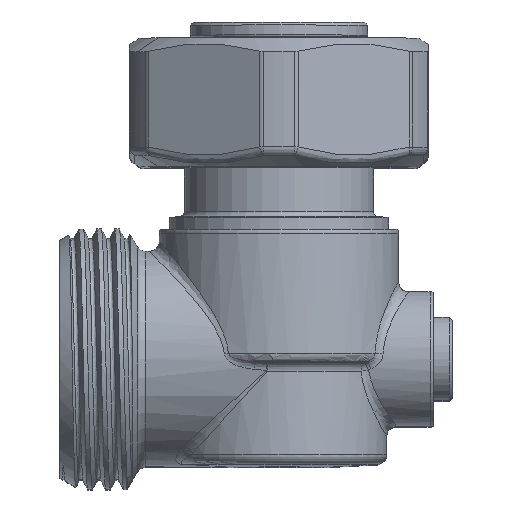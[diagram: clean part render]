
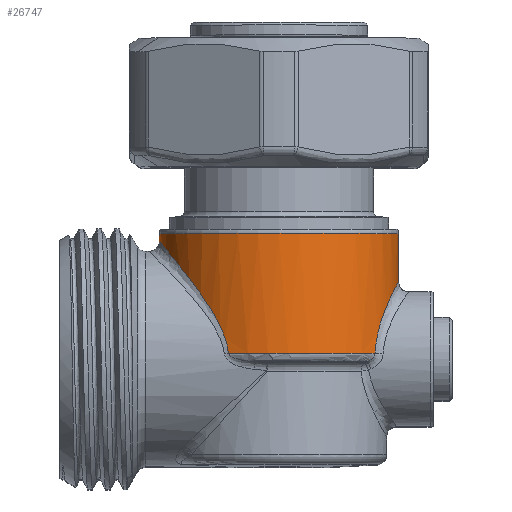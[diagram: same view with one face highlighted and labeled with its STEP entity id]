
A CAD part, top view. The second image highlights one B-rep face of the part: STEP entity #26747.
In plain terms, the highlighted cylindrical face has radius 12 mm (diameter 24 mm), a partial arc.
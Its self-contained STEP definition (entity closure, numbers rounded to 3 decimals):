
#8315=CARTESIAN_POINT('',(12.,7.75,
0.));
#8317=DIRECTION('',(0.,1.,0.));
#8318=VECTOR('',#8317,4.834);
#8319=CARTESIAN_POINT('',(12.,7.75,
0.));
#8320=LINE('',#8319,#8318);
#8326=DIRECTION('',(0.,1.,0.));
#8327=VECTOR('',#8326,0.784);
#8328=CARTESIAN_POINT('',(-12.,11.8,0.));
#8329=LINE('',#8328,#8327);
#8481=CARTESIAN_POINT('',(-5.064,0.577,
10.879));
#8512=CARTESIAN_POINT('',(-12.,11.8,0.));
#8513=CARTESIAN_POINT('',(-12.,11.8,
0.259));
#8514=CARTESIAN_POINT('',(-11.983,11.78,
0.78));
#8515=CARTESIAN_POINT('',(-11.906,11.688,1.569));
#8516=CARTESIAN_POINT('',(-11.774,11.53,2.366));
#8517=CARTESIAN_POINT('',(-11.584,11.302,3.169));
#8518=CARTESIAN_POINT('',(-11.334,11.,3.973));
#8519=CARTESIAN_POINT('',(-11.018,10.618,4.78));
#8520=CARTESIAN_POINT('',(-10.633,10.146,5.587));
#8521=CARTESIAN_POINT('',(-10.173,9.578,6.387));
#8522=CARTESIAN_POINT('',(-9.638,8.906,7.17));
#8523=CARTESIAN_POINT('',(-9.026,8.12,7.928));
#8524=CARTESIAN_POINT('',(-8.347,7.219,8.64));
#8525=CARTESIAN_POINT('',(-7.632,6.225,9.275));
#8526=CARTESIAN_POINT('',(-6.956,5.215,9.788));
#8527=CARTESIAN_POINT('',(-6.384,4.271,10.167));
#8528=CARTESIAN_POINT('',(-5.922,3.401,10.44));
#8529=CARTESIAN_POINT('',(-5.566,2.601,10.633));
#8530=CARTESIAN_POINT('',(-5.31,1.865,10.762));
#8531=CARTESIAN_POINT('',(-5.143,1.19,10.842));
#8532=CARTESIAN_POINT('',(-5.083,0.775,
10.87));
#8533=CARTESIAN_POINT('',(-5.064,0.577,
10.879));
#8535=CARTESIAN_POINT('',(0.,12.584,0.));
#8536=DIRECTION('',(0.,1.,0.));
#8537=DIRECTION('',(-1.,0.,0.));
#8538=AXIS2_PLACEMENT_3D('',#8535,#8536,#8537);
#8540=CARTESIAN_POINT('',(12.,7.75,
0.));
#8541=CARTESIAN_POINT('',(12.,7.75,0.211));
#8542=CARTESIAN_POINT('',(11.989,7.73,0.636));
#8543=CARTESIAN_POINT('',(11.937,7.636,1.283));
#8544=CARTESIAN_POINT('',(11.849,7.474,1.932));
#8545=CARTESIAN_POINT('',(11.725,7.241,2.581));
#8546=CARTESIAN_POINT('',(11.565,6.933,3.223));
#8547=CARTESIAN_POINT('',(11.372,6.547,3.851));
#8548=CARTESIAN_POINT('',(11.147,6.079,4.459));
#8549=CARTESIAN_POINT('',(10.899,5.529,5.033));
#8550=CARTESIAN_POINT('',(10.641,4.906,5.556));
#8551=CARTESIAN_POINT('',(10.388,4.225,6.014));
#8552=CARTESIAN_POINT('',(10.156,3.505,6.395));
#8553=CARTESIAN_POINT('',(9.96,2.769,6.695));
#8554=CARTESIAN_POINT('',(9.807,2.028,6.917));
#8555=CARTESIAN_POINT('',(9.701,1.291,7.064));
#8556=CARTESIAN_POINT('',(9.661,0.814,7.118));
#8557=CARTESIAN_POINT('',(9.649,0.577,7.134));
#8559=CARTESIAN_POINT('',(0.,0.577,0.));
#8560=DIRECTION('',(0.,1.,0.));
#8561=DIRECTION('',(-0.422,0.,0.907));
#8562=AXIS2_PLACEMENT_3D('',#8559,#8560,#8561);
#15888=CARTESIAN_POINT('',(12.,12.584,0.));
#15889=CARTESIAN_POINT('',(-12.,12.584,0.));
#15890=VERTEX_POINT('',#15888);
#15891=VERTEX_POINT('',#15889);
#15905=VERTEX_POINT('',#8315);
#15908=VERTEX_POINT('',#8557);
#16279=VERTEX_POINT('',#8481);
#16281=VERTEX_POINT('',#8512);
#26732=CARTESIAN_POINT('',(0.,15.213,0.));
#26733=DIRECTION('',(0.,-1.,0.));
#26734=DIRECTION('',(-1.,0.,0.));
#26735=AXIS2_PLACEMENT_3D('',#26732,#26733,#26734);
#26736=CYLINDRICAL_SURFACE('',#26735,12.);
#26737=ORIENTED_EDGE('',*,*,#26383,.F.);
#26738=ORIENTED_EDGE('',*,*,#26236,.T.);
#26740=ORIENTED_EDGE('',*,*,#26739,.T.);
#26741=ORIENTED_EDGE('',*,*,#26232,.F.);
#26743=ORIENTED_EDGE('',*,*,#26742,.T.);
#26744=ORIENTED_EDGE('',*,*,#26723,.F.);
#26745=EDGE_LOOP('',(#26737,#26738,#26740,#26741,#26743,#26744));
#26746=FACE_OUTER_BOUND('',#26745,.F.);
#26747=ADVANCED_FACE('',(#26746),#26736,.T.);
#8534=B_SPLINE_CURVE_WITH_KNOTS('',3,(#8512,#8513,#8514,#8515,#8516,#8517,#8518,
#8519,#8520,#8521,#8522,#8523,#8524,#8525,#8526,#8527,#8528,#8529,#8530,#8531,
#8532,#8533),.UNSPECIFIED.,.F.,.F.,(4,1,1,1,1,1,1,1,1,1,1,1,1,1,1,1,1,1,1,4),(
0.,0.053,0.105,0.158,0.211,
0.263,0.316,0.368,0.421,
0.474,0.526,0.579,0.632,
0.684,0.737,0.789,0.842,
0.895,0.947,1.),.UNSPECIFIED.);
#8539=CIRCLE('',#8538,12.);
#8558=B_SPLINE_CURVE_WITH_KNOTS('',3,(#8540,#8541,#8542,#8543,#8544,#8545,#8546,
#8547,#8548,#8549,#8550,#8551,#8552,#8553,#8554,#8555,#8556,#8557),
.UNSPECIFIED.,.F.,.F.,(4,1,1,1,1,1,1,1,1,1,1,1,1,1,1,4),(0.,0.067,
0.133,0.2,0.267,0.333,0.4,
0.467,0.533,0.6,0.667,0.733,
0.8,0.867,0.933,1.),.UNSPECIFIED.);
#8563=CIRCLE('',#8562,12.);
#26232=EDGE_CURVE('',#15905,#15890,#8320,.T.);
#26236=EDGE_CURVE('',#16281,#15891,#8329,.T.);
#26383=EDGE_CURVE('',#16281,#16279,#8534,.T.);
#26723=EDGE_CURVE('',#16279,#15908,#8563,.T.);
#26739=EDGE_CURVE('',#15891,#15890,#8539,.T.);
#26742=EDGE_CURVE('',#15905,#15908,#8558,.T.);
